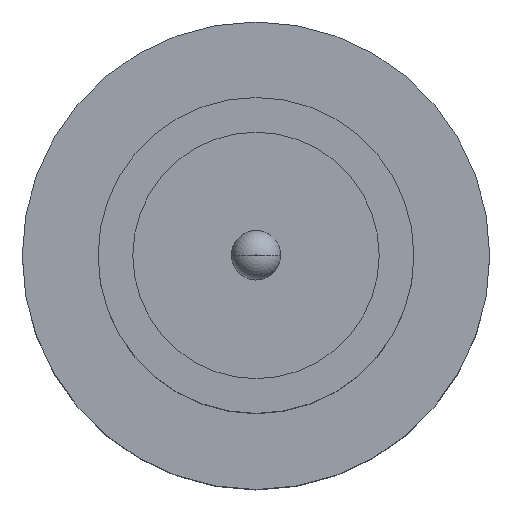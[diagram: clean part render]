
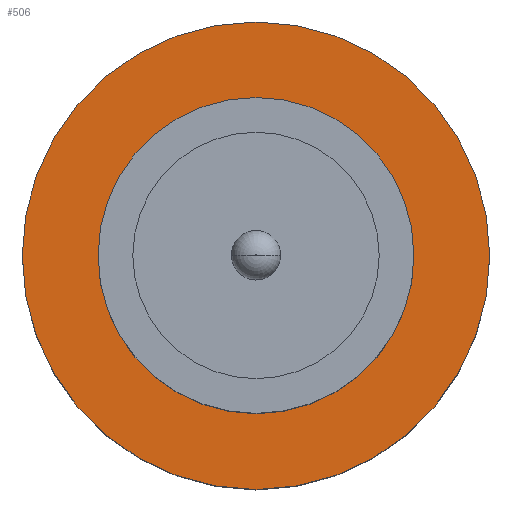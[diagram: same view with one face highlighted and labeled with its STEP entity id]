
A CAD part, top view. The second image highlights one B-rep face of the part: STEP entity #506.
In plain terms, the highlighted planar face has unit normal (0, 0, 1).
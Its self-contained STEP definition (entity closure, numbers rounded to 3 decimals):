
#24 = CIRCLE ( 'NONE', #98, 1.25 ) ;
#43 = CIRCLE ( 'NONE', #278, 1.85 ) ;
#45 = VERTEX_POINT ( 'NONE', #457 ) ;
#87 = DIRECTION ( 'NONE',  ( 1., 0., 0. ) ) ;
#97 = CARTESIAN_POINT ( 'NONE',  ( 0., 0., 1.55 ) ) ;
#98 = AXIS2_PLACEMENT_3D ( 'NONE', #689, #382, #737 ) ;
#119 = DIRECTION ( 'NONE',  ( 1., 0., 0. ) ) ;
#123 = DIRECTION ( 'NONE',  ( 0., 0., 1. ) ) ;
#156 = DIRECTION ( 'NONE',  ( 0., 0., 1. ) ) ;
#158 = CIRCLE ( 'NONE', #677, 1.85 ) ;
#179 = CARTESIAN_POINT ( 'NONE',  ( 0., 0., 1.55 ) ) ;
#187 = CARTESIAN_POINT ( 'NONE',  ( 0., 0., 1.55 ) ) ;
#194 = ORIENTED_EDGE ( 'NONE', *, *, #751, .T. ) ;
#207 = ORIENTED_EDGE ( 'NONE', *, *, #258, .F. ) ;
#212 = EDGE_CURVE ( 'NONE', #353, #342, #158, .T. ) ;
#258 = EDGE_CURVE ( 'NONE', #45, #465, #24, .T. ) ;
#278 = AXIS2_PLACEMENT_3D ( 'NONE', #179, #552, #564 ) ;
#282 = EDGE_LOOP ( 'NONE', ( #611, #207 ) ) ;
#286 = CARTESIAN_POINT ( 'NONE',  ( 1.25, 0., 1.55 ) ) ;
#289 = PLANE ( 'NONE',  #300 ) ;
#300 = AXIS2_PLACEMENT_3D ( 'NONE', #97, #156, #87 ) ;
#301 = FACE_BOUND ( 'NONE', #282, .T. ) ;
#342 = VERTEX_POINT ( 'NONE', #756 ) ;
#353 = VERTEX_POINT ( 'NONE', #392 ) ;
#358 = CIRCLE ( 'NONE', #587, 1.25 ) ;
#382 = DIRECTION ( 'NONE',  ( 0., 0., 1. ) ) ;
#392 = CARTESIAN_POINT ( 'NONE',  ( -1.85, 0., 1.55 ) ) ;
#403 = EDGE_LOOP ( 'NONE', ( #649, #194 ) ) ;
#457 = CARTESIAN_POINT ( 'NONE',  ( -1.25, 0., 1.55 ) ) ;
#465 = VERTEX_POINT ( 'NONE', #286 ) ;
#469 = DIRECTION ( 'NONE',  ( 0., 0., 1. ) ) ;
#506 = ADVANCED_FACE ( 'NONE', ( #301, #534 ), #289, .T. ) ;
#534 = FACE_OUTER_BOUND ( 'NONE', #403, .T. ) ;
#542 = EDGE_CURVE ( 'NONE', #465, #45, #358, .T. ) ;
#552 = DIRECTION ( 'NONE',  ( 0., 0., 1. ) ) ;
#564 = DIRECTION ( 'NONE',  ( 1., 0., 0. ) ) ;
#587 = AXIS2_PLACEMENT_3D ( 'NONE', #784, #469, #664 ) ;
#611 = ORIENTED_EDGE ( 'NONE', *, *, #542, .F. ) ;
#649 = ORIENTED_EDGE ( 'NONE', *, *, #212, .T. ) ;
#664 = DIRECTION ( 'NONE',  ( 1., 0., 0. ) ) ;
#677 = AXIS2_PLACEMENT_3D ( 'NONE', #187, #123, #119 ) ;
#689 = CARTESIAN_POINT ( 'NONE',  ( 0., 0., 1.55 ) ) ;
#737 = DIRECTION ( 'NONE',  ( 1., 0., 0. ) ) ;
#751 = EDGE_CURVE ( 'NONE', #342, #353, #43, .T. ) ;
#756 = CARTESIAN_POINT ( 'NONE',  ( 1.85, 0., 1.55 ) ) ;
#784 = CARTESIAN_POINT ( 'NONE',  ( 0., 0., 1.55 ) ) ;
